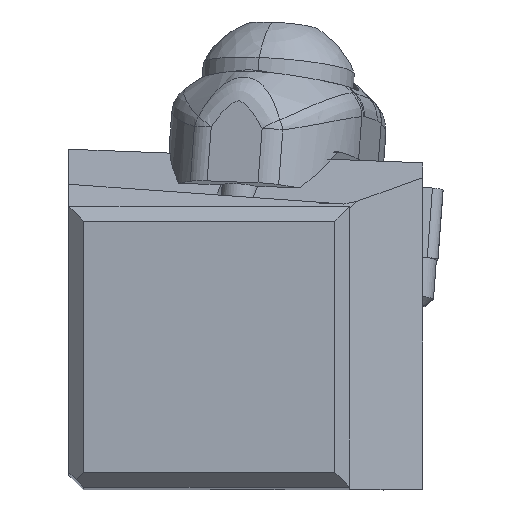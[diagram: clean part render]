
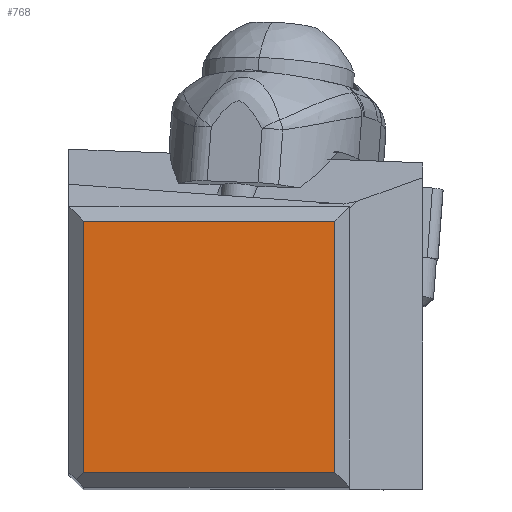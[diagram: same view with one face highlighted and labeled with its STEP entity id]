
A CAD part, top view. The second image highlights one B-rep face of the part: STEP entity #768.
In plain terms, the highlighted planar face has unit normal (0, 0, 1).
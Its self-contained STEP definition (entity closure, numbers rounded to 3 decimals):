
#508=FACE_OUTER_BOUND('',#1147,.T.);
#768=ADVANCED_FACE('',(#508),#1004,.T.);
#1004=PLANE('',#5140);
#1147=EDGE_LOOP('',(#1774,#1775,#1776,#1777));
#1774=ORIENTED_EDGE('',*,*,#3553,.T.);
#1775=ORIENTED_EDGE('',*,*,#3554,.T.);
#1776=ORIENTED_EDGE('',*,*,#3368,.F.);
#1777=ORIENTED_EDGE('',*,*,#3552,.F.);
#2871=VERTEX_POINT('',#6875);
#2872=VERTEX_POINT('',#6877);
#2993=VERTEX_POINT('',#7275);
#2994=VERTEX_POINT('',#7279);
#3368=EDGE_CURVE('',#2871,#2872,#4423,.T.);
#3552=EDGE_CURVE('',#2993,#2871,#4530,.T.);
#3553=EDGE_CURVE('',#2993,#2994,#4531,.T.);
#3554=EDGE_CURVE('',#2994,#2872,#4532,.T.);
#4423=LINE('',#6876,#4688);
#4530=LINE('',#7276,#4795);
#4531=LINE('',#7278,#4796);
#4532=LINE('',#7280,#4797);
#4688=VECTOR('',#5596,1.);
#4795=VECTOR('',#5957,1.);
#4796=VECTOR('',#5960,1.);
#4797=VECTOR('',#5961,1.);
#5140=AXIS2_PLACEMENT_3D('',#7281,#5962,#5963);
#5596=DIRECTION('',(-1.,0.,0.));
#5957=DIRECTION('',(0.,-1.,0.));
#5960=DIRECTION('',(-1.,0.,0.));
#5961=DIRECTION('',(0.,-1.,0.));
#5962=DIRECTION('',(0.,0.,1.));
#5963=DIRECTION('',(1.,0.,0.));
#6875=CARTESIAN_POINT('',(18.05,1.,0.));
#6876=CARTESIAN_POINT('',(18.05,1.,0.));
#6877=CARTESIAN_POINT('',(1.,1.,0.));
#7275=CARTESIAN_POINT('',(18.05,18.05,0.));
#7276=CARTESIAN_POINT('',(18.05,18.05,0.));
#7278=CARTESIAN_POINT('',(18.05,18.05,0.));
#7279=CARTESIAN_POINT('',(1.,18.05,0.));
#7280=CARTESIAN_POINT('',(1.,18.05,0.));
#7281=CARTESIAN_POINT('',(9.525,9.525,0.));
